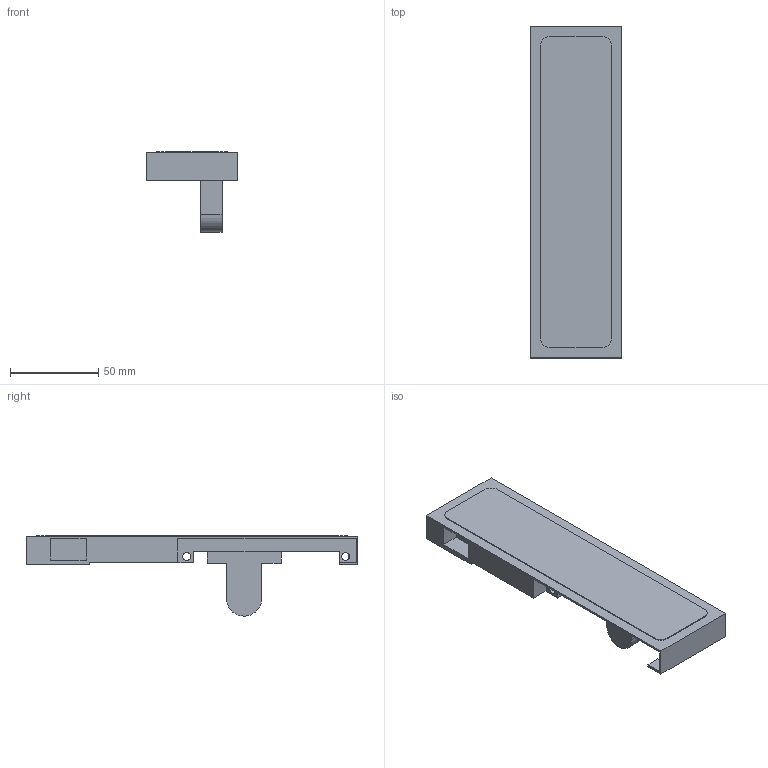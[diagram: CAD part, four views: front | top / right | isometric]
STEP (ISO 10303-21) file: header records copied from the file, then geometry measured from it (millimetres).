
FILE_DESCRIPTION (( 'STEP AP214' ), '1' );
FILE_NAME ('F004524,F004528-RIGHT_3D.step', '2023-08-22T10:58:04', ( '' ), ( '' ), 'SwSTEP 2.0', 'SolidWorks 2020', '' );
FILE_SCHEMA (( 'AUTOMOTIVE_DESIGN' ));
Length unit declared in the file: millimetre
Products named in the file (1): F004524,F004528-RIGHT_3D
Bounding box: 52 x 188 x 45.5 mm (x, y, z)
Volume: 107114 mm3; surface area: 31352.9 mm2
Topology: 1 solids, 1 shells, 74 faces, 196 edges, 129 vertices
Faces by surface type: plane 58, cylinder 16
Entity records: 2316 total; most frequent: CARTESIAN_POINT 400, ORIENTED_EDGE 392, DIRECTION 380, EDGE_CURVE 196, LINE 162, VECTOR 162, VERTEX_POINT 129, AXIS2_PLACEMENT_3D 109
